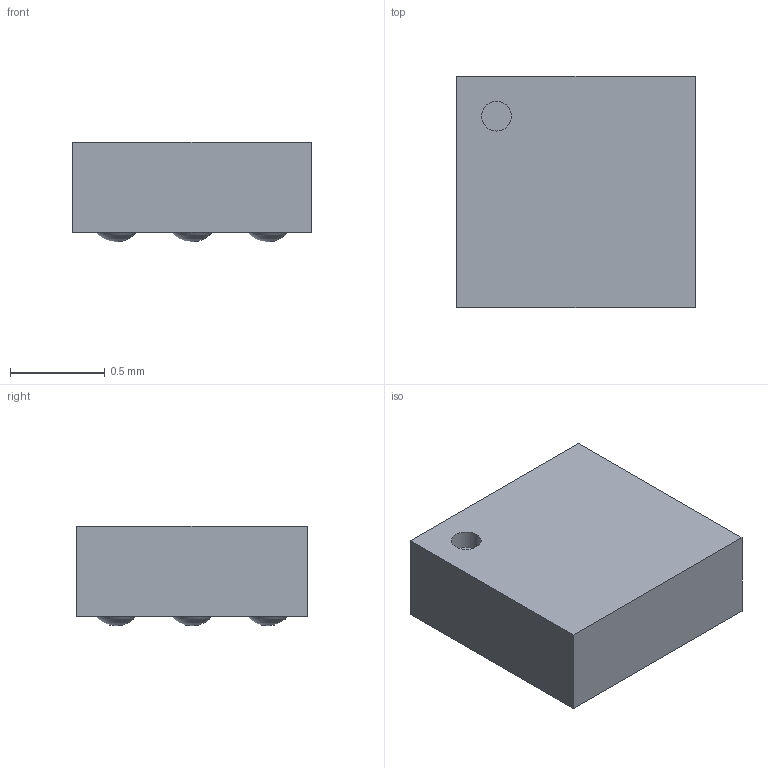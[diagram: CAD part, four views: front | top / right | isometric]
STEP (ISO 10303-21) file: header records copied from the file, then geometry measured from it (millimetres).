
FILE_DESCRIPTION(('Open CASCADE Model'),'2;1');
FILE_NAME('Open CASCADE Shape Model','2023-02-13T13:52:06',('Author'),( 'Open CASCADE'),'Open CASCADE STEP processor 7.5','Open CASCADE 7.5' ,'Unknown');
FILE_SCHEMA(('AUTOMOTIVE_DESIGN { 1 0 10303 214 1 1 1 1 }'));
Length unit declared in the file: millimetre
Products named in the file (5): BGA9C40P3X3_126X122X53.step; Open CASCADE STEP translator 7.5 8.1; Body; Open CASCADE STEP translator 7.5 8.2.1; ball
Assembly tree (12 placements, depth 3):
  BGA9C40P3X3_126X122X53.step
    Open CASCADE STEP translator 7.5 8.1
    Body
      Open CASCADE STEP translator 7.5 8.2.1
    ball  x9
Bounding box: 1.26 x 1.22 x 0.53 mm (x, y, z)
Volume: 0.8 mm3; surface area: 7.7 mm2
Topology: 10 solids, 11 shells, 18 faces, 43 edges, 29 vertices
Faces by surface type: sphere 9, plane 8, cylinder 1
Full cylindrical faces by diameter (mm): 0.158 x1
Entity records: 613 total; most frequent: DIRECTION 96, CARTESIAN_POINT 82, LINE 41, VECTOR 41, ORIENTED_EDGE 31, PCURVE 31, DEFINITIONAL_REPRESENTATION 31, AXIS2_PLACEMENT_3D 26
